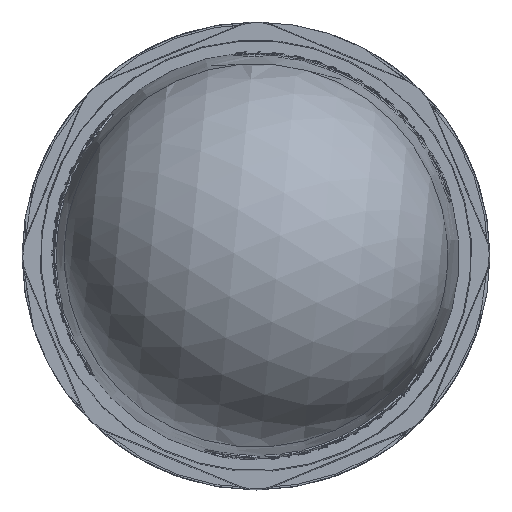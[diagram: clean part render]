
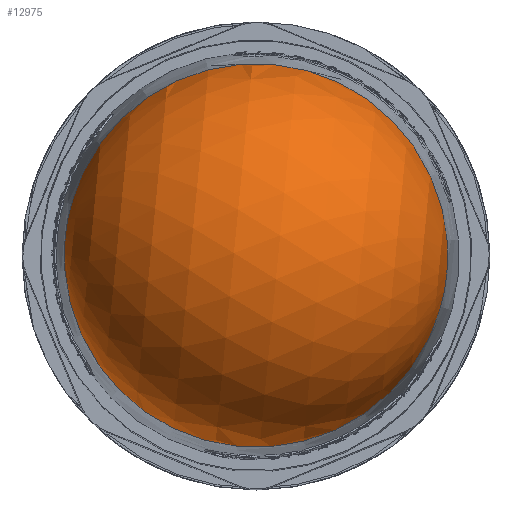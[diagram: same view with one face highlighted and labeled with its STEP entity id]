
A CAD part, top view. The second image highlights one B-rep face of the part: STEP entity #12975.
In plain terms, the highlighted spherical face has radius 11.8 mm.
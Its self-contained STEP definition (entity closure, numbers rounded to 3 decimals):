
#297=SPHERICAL_SURFACE('',#13772,11.8);
#1379=FACE_OUTER_BOUND('',#2146,.T.);
#2146=EDGE_LOOP('',(#8768,#8769));
#4877=CIRCLE('',#13773,11.771);
#4878=CIRCLE('',#13774,11.771);
#5343=VERTEX_POINT('',#19306);
#5344=VERTEX_POINT('',#19307);
#6714=EDGE_CURVE('',#5343,#5344,#4877,.T.);
#6715=EDGE_CURVE('',#5344,#5343,#4878,.T.);
#8768=ORIENTED_EDGE('',*,*,#6714,.F.);
#8769=ORIENTED_EDGE('',*,*,#6715,.F.);
#12975=ADVANCED_FACE('',(#1379),#297,.T.);
#13772=AXIS2_PLACEMENT_3D('',#19305,#15301,#15302);
#13773=AXIS2_PLACEMENT_3D('',#19308,#15303,#15304);
#13774=AXIS2_PLACEMENT_3D('',#19309,#15305,#15306);
#15301=DIRECTION('center_axis',(-0.995,0.097,0.));
#15302=DIRECTION('ref_axis',(0.,0.001,1.));
#15303=DIRECTION('center_axis',(0.,0.,
-1.));
#15304=DIRECTION('ref_axis',(-0.097,-0.995,0.));
#15305=DIRECTION('center_axis',(0.,0.,
-1.));
#15306=DIRECTION('ref_axis',(-0.097,-0.995,0.));
#19305=CARTESIAN_POINT('Origin',(-0.85,0.175,14.73));
#19306=CARTESIAN_POINT('',(-1.99,-11.541,15.553));
#19307=CARTESIAN_POINT('',(0.29,11.891,15.553));
#19308=CARTESIAN_POINT('Origin',(-0.85,0.175,15.553));
#19309=CARTESIAN_POINT('Origin',(-0.85,0.175,15.553));
